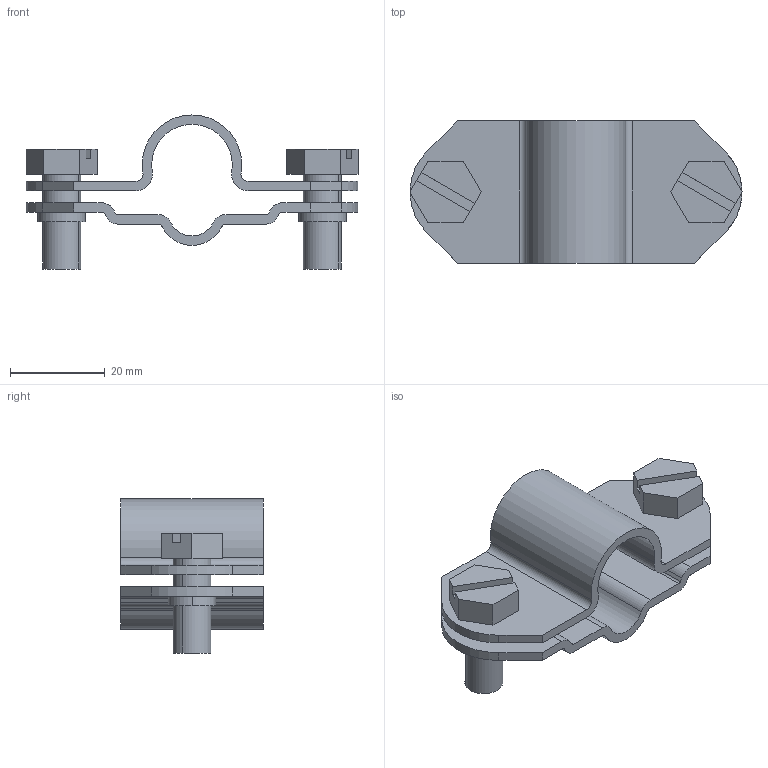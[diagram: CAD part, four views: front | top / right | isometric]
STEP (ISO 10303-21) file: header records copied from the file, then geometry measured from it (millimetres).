
FILE_DESCRIPTION (( 'STEP AP214' ), '1' );
FILE_NAME ('5336058.stp', '2020-10-01T07:33:52', ( '' ), ( '' ), 'SwSTEP 2.0', 'SolidWorks 2020', '' );
FILE_SCHEMA (( 'AUTOMOTIVE_DESIGN' ));
Length unit declared in the file: millimetre
Products named in the file (4): 5336058; Sechskantschraube_ISO_4017_M8_x_20_-_.3.1; Oberteil.1; Unterteil.1.1.1
Assembly tree (4 placements, depth 2):
  5336058
    Oberteil.1
    Sechskantschraube_ISO_4017_M8_x_20_-_.3.1  x2
    Unterteil.1.1.1
Bounding box: 70.01 x 30 x 32.5 mm (x, y, z)
Volume: 12249.5 mm3; surface area: 11952.2 mm2
Topology: 4 solids, 4 shells, 98 faces, 258 edges, 172 vertices
Faces by surface type: plane 56, cylinder 42
Entity records: 3465 total; most frequent: DIRECTION 482, CARTESIAN_POINT 460, ORIENTED_EDGE 444, EDGE_CURVE 222, AXIS2_PLACEMENT_3D 170, VERTEX_POINT 148, VECTOR 142, LINE 142
